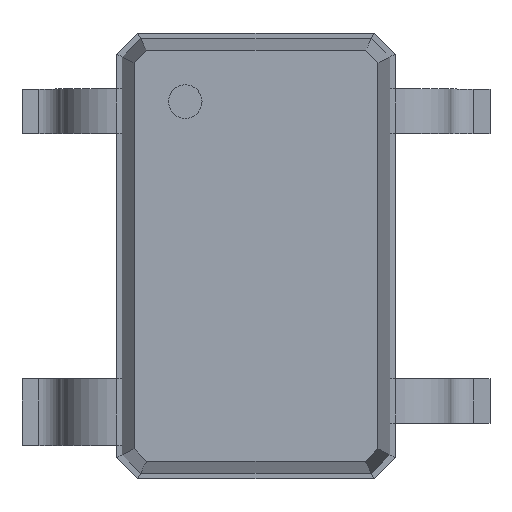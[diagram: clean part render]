
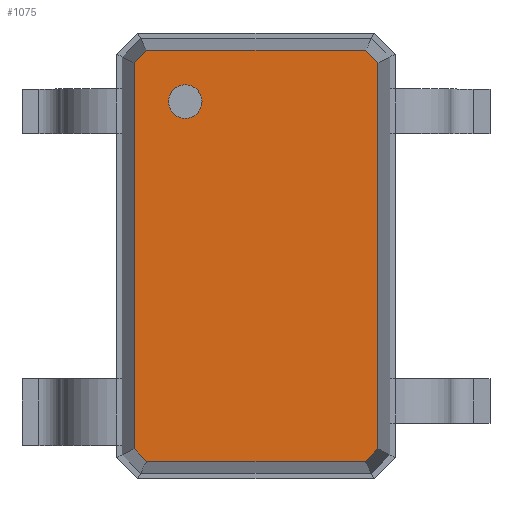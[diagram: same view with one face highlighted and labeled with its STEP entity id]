
A CAD part, top view. The second image highlights one B-rep face of the part: STEP entity #1075.
In plain terms, the highlighted planar face has unit normal (0, 0, 1).
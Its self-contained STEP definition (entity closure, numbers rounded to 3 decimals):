
#697 = VERTEX_POINT('',#698);
#698 = CARTESIAN_POINT('',(0.547,-0.866,1.));
#703 = EDGE_CURVE('',#704,#697,#706,.T.);
#704 = VERTEX_POINT('',#705);
#705 = CARTESIAN_POINT('',(0.547,0.866,1.));
#706 = LINE('',#707,#708);
#707 = CARTESIAN_POINT('',(0.547,0.866,1.));
#708 = VECTOR('',#709,1.);
#709 = DIRECTION('',(0.,-1.,0.));
#1058 = EDGE_CURVE('',#1059,#704,#1061,.T.);
#1059 = VERTEX_POINT('',#1060);
#1060 = CARTESIAN_POINT('',(0.491,0.922,1.));
#1061 = LINE('',#1062,#1063);
#1062 = CARTESIAN_POINT('',(0.491,0.922,1.));
#1063 = VECTOR('',#1064,1.);
#1064 = DIRECTION('',(0.707,-0.707,0.));
#1075 = ADVANCED_FACE('',(#1076,#1126),#1137,.T.);
#1076 = FACE_BOUND('',#1077,.T.);
#1077 = EDGE_LOOP('',(#1078,#1086,#1094,#1102,#1110,#1118,#1124,#1125));
#1078 = ORIENTED_EDGE('',*,*,#1079,.F.);
#1079 = EDGE_CURVE('',#1080,#1059,#1082,.T.);
#1080 = VERTEX_POINT('',#1081);
#1081 = CARTESIAN_POINT('',(-0.491,0.922,1.));
#1082 = LINE('',#1083,#1084);
#1083 = CARTESIAN_POINT('',(-0.491,0.922,1.));
#1084 = VECTOR('',#1085,1.);
#1085 = DIRECTION('',(1.,0.,0.));
#1086 = ORIENTED_EDGE('',*,*,#1087,.F.);
#1087 = EDGE_CURVE('',#1088,#1080,#1090,.T.);
#1088 = VERTEX_POINT('',#1089);
#1089 = CARTESIAN_POINT('',(-0.547,0.866,1.));
#1090 = LINE('',#1091,#1092);
#1091 = CARTESIAN_POINT('',(-0.547,0.866,1.));
#1092 = VECTOR('',#1093,1.);
#1093 = DIRECTION('',(0.707,0.707,0.));
#1094 = ORIENTED_EDGE('',*,*,#1095,.F.);
#1095 = EDGE_CURVE('',#1096,#1088,#1098,.T.);
#1096 = VERTEX_POINT('',#1097);
#1097 = CARTESIAN_POINT('',(-0.547,-0.866,1.));
#1098 = LINE('',#1099,#1100);
#1099 = CARTESIAN_POINT('',(-0.547,-0.866,1.));
#1100 = VECTOR('',#1101,1.);
#1101 = DIRECTION('',(0.,1.,0.));
#1102 = ORIENTED_EDGE('',*,*,#1103,.F.);
#1103 = EDGE_CURVE('',#1104,#1096,#1106,.T.);
#1104 = VERTEX_POINT('',#1105);
#1105 = CARTESIAN_POINT('',(-0.491,-0.922,1.));
#1106 = LINE('',#1107,#1108);
#1107 = CARTESIAN_POINT('',(-0.491,-0.922,1.));
#1108 = VECTOR('',#1109,1.);
#1109 = DIRECTION('',(-0.707,0.707,0.));
#1110 = ORIENTED_EDGE('',*,*,#1111,.F.);
#1111 = EDGE_CURVE('',#1112,#1104,#1114,.T.);
#1112 = VERTEX_POINT('',#1113);
#1113 = CARTESIAN_POINT('',(0.491,-0.922,1.));
#1114 = LINE('',#1115,#1116);
#1115 = CARTESIAN_POINT('',(0.491,-0.922,1.));
#1116 = VECTOR('',#1117,1.);
#1117 = DIRECTION('',(-1.,0.,0.));
#1118 = ORIENTED_EDGE('',*,*,#1119,.F.);
#1119 = EDGE_CURVE('',#697,#1112,#1120,.T.);
#1120 = LINE('',#1121,#1122);
#1121 = CARTESIAN_POINT('',(0.547,-0.866,1.));
#1122 = VECTOR('',#1123,1.);
#1123 = DIRECTION('',(-0.707,-0.707,0.));
#1124 = ORIENTED_EDGE('',*,*,#703,.F.);
#1125 = ORIENTED_EDGE('',*,*,#1058,.F.);
#1126 = FACE_BOUND('',#1127,.T.);
#1127 = EDGE_LOOP('',(#1128));
#1128 = ORIENTED_EDGE('',*,*,#1129,.F.);
#1129 = EDGE_CURVE('',#1130,#1130,#1132,.T.);
#1130 = VERTEX_POINT('',#1131);
#1131 = CARTESIAN_POINT('',(-0.317,0.617,1.));
#1132 = CIRCLE('',#1133,0.075);
#1133 = AXIS2_PLACEMENT_3D('',#1134,#1135,#1136);
#1134 = CARTESIAN_POINT('',(-0.317,0.692,1.));
#1135 = DIRECTION('',(-0.,0.,1.));
#1136 = DIRECTION('',(0.,-1.,0.));
#1137 = PLANE('',#1138);
#1138 = AXIS2_PLACEMENT_3D('',#1139,#1140,#1141);
#1139 = CARTESIAN_POINT('',(-0.491,0.922,1.));
#1140 = DIRECTION('',(0.,0.,1.));
#1141 = DIRECTION('',(0.47,-0.883,0.));
